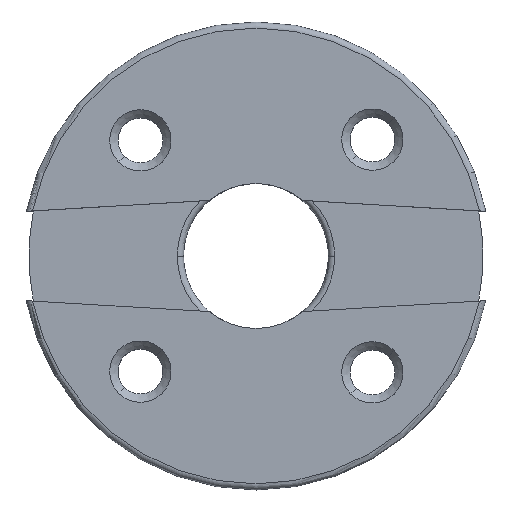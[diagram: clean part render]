
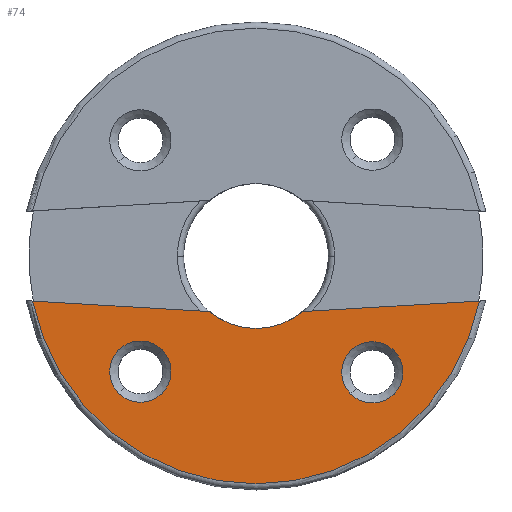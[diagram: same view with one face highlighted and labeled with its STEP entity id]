
A CAD part, top view. The second image highlights one B-rep face of the part: STEP entity #74.
In plain terms, the highlighted planar face has unit normal (0, 0, 1).
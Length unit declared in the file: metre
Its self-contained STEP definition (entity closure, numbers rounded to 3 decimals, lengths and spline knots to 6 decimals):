
#74=ADVANCED_FACE('0:50',(#143,#144,#145),#146,.F.);
#143=FACE_OUTER_BOUND('',#227,.T.);
#144=FACE_BOUND('',#228,.T.);
#145=FACE_BOUND('',#229,.T.);
#146=PLANE('',#230);
#227=EDGE_LOOP('',(#457,#458,#459,#460));
#228=EDGE_LOOP('',(#461,#462));
#229=EDGE_LOOP('',(#463,#464));
#230=AXIS2_PLACEMENT_3D('',#465,#466,#467);
#457=ORIENTED_EDGE('',*,*,#572,.F.);
#458=ORIENTED_EDGE('',*,*,#659,.T.);
#459=ORIENTED_EDGE('',*,*,#611,.T.);
#460=ORIENTED_EDGE('',*,*,#649,.T.);
#461=ORIENTED_EDGE('',*,*,#591,.F.);
#462=ORIENTED_EDGE('',*,*,#660,.F.);
#463=ORIENTED_EDGE('',*,*,#605,.F.);
#464=ORIENTED_EDGE('',*,*,#661,.F.);
#465=CARTESIAN_POINT('',(-0.031183,-0.064129,0.015009));
#466=DIRECTION('',(0.,0.,-1.0));
#467=DIRECTION('',(-1.0,0.,0.));
#572=EDGE_CURVE('0:149',#673,#675,#676,.T.);
#591=EDGE_CURVE('0:206',#709,#707,#711,.F.);
#605=EDGE_CURVE('0:209',#735,#733,#737,.T.);
#611=EDGE_CURVE('0:203',#749,#747,#750,.F.);
#649=EDGE_CURVE('0:164',#747,#675,#810,.F.);
#659=EDGE_CURVE('0:200',#673,#749,#822,.F.);
#660=EDGE_CURVE('0:206',#707,#709,#823,.F.);
#661=EDGE_CURVE('0:209',#733,#735,#824,.T.);
#673=VERTEX_POINT('',#837);
#675=VERTEX_POINT('',#854);
#676=CIRCLE('',#855,0.011154);
#707=VERTEX_POINT('',#937);
#709=VERTEX_POINT('',#940);
#711=CIRCLE('',#943,0.0015);
#733=VERTEX_POINT('',#971);
#735=VERTEX_POINT('',#974);
#737=CIRCLE('',#977,0.0015);
#747=VERTEX_POINT('',#989);
#749=VERTEX_POINT('',#992);
#750=CIRCLE('',#993,0.00355);
#810=LINE('',#1137,#1138);
#822=LINE('',#1169,#1170);
#823=CIRCLE('',#1171,0.0015);
#824=CIRCLE('',#1172,0.0015);
#837=CARTESIAN_POINT('',(-0.020249,-0.066332,0.015009));
#854=CARTESIAN_POINT('',(-0.042116,-0.066332,0.015009));
#855=AXIS2_PLACEMENT_3D('',#1201,#1202,#1203);
#937=CARTESIAN_POINT('',(-0.03578,-0.068723,0.015009));
#940=CARTESIAN_POINT('',(-0.037902,-0.070845,0.015009));
#943=AXIS2_PLACEMENT_3D('',#1233,#1234,#1235);
#971=CARTESIAN_POINT('',(-0.024425,-0.068762,0.015009));
#974=CARTESIAN_POINT('',(-0.026546,-0.070884,0.015009));
#977=AXIS2_PLACEMENT_3D('',#1259,#1260,#1261);
#989=CARTESIAN_POINT('',(-0.033463,-0.066847,0.015009));
#992=CARTESIAN_POINT('',(-0.028903,-0.066847,0.015009));
#993=AXIS2_PLACEMENT_3D('',#1271,#1272,#1273);
#1137=CARTESIAN_POINT('',(-0.035174,-0.066745,0.015009));
#1138=VECTOR('',#1343,1.0);
#1169=CARTESIAN_POINT('',(-0.027192,-0.066745,0.015009));
#1170=VECTOR('',#1360,1.0);
#1171=AXIS2_PLACEMENT_3D('',#1361,#1362,#1363);
#1172=AXIS2_PLACEMENT_3D('',#1364,#1365,#1366);
#1201=CARTESIAN_POINT('',(-0.031183,-0.064126,0.015009));
#1202=DIRECTION('',(0.,0.,-1.0));
#1203=DIRECTION('',(0.,-1.0,0.));
#1233=CARTESIAN_POINT('',(-0.036841,-0.069784,0.015009));
#1234=DIRECTION('',(0.,0.,-1.0));
#1235=DIRECTION('',(0.707,0.707,0.));
#1259=CARTESIAN_POINT('',(-0.025486,-0.069823,0.015009));
#1260=DIRECTION('',(0.,0.,1.0));
#1261=DIRECTION('',(0.707,0.707,0.));
#1271=CARTESIAN_POINT('',(-0.031183,-0.064126,0.015009));
#1272=DIRECTION('',(0.,0.,1.0));
#1273=DIRECTION('',(0.707,0.707,0.));
#1343=DIRECTION('',(0.998,-0.059,0.));
#1360=DIRECTION('',(0.998,0.059,0.));
#1361=CARTESIAN_POINT('',(-0.036841,-0.069784,0.015009));
#1362=DIRECTION('',(0.,0.,-1.0));
#1363=DIRECTION('',(0.707,0.707,0.));
#1364=CARTESIAN_POINT('',(-0.025486,-0.069823,0.015009));
#1365=DIRECTION('',(0.,0.,1.0));
#1366=DIRECTION('',(0.707,0.707,0.));
